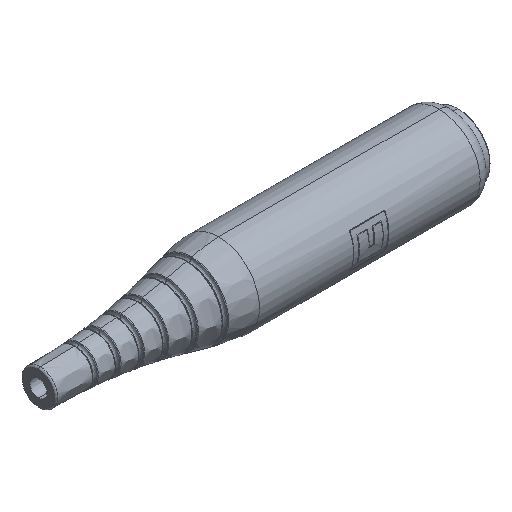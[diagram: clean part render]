
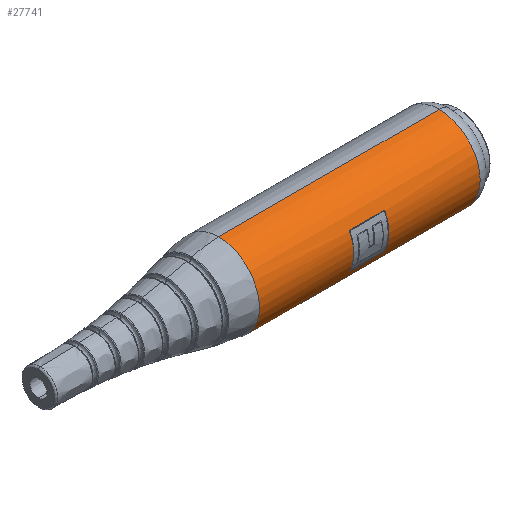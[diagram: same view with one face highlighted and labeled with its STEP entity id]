
A CAD part, isometric view. The second image highlights one B-rep face of the part: STEP entity #27741.
In plain terms, the highlighted cylindrical face has radius 5.85 mm (diameter 11.7 mm), a partial arc.
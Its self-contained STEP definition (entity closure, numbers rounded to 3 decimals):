
#186 = CARTESIAN_POINT ( 'NONE',  ( 0., 0., -5.85 ) ) ;
#439 = CIRCLE ( 'NONE', #5196, 5.85 ) ;
#760 = CARTESIAN_POINT ( 'NONE',  ( -2.196, 0., 5.85 ) ) ;
#892 = EDGE_CURVE ( 'NONE', #16425, #6129, #10967, .T. ) ;
#1395 = EDGE_CURVE ( 'NONE', #20783, #5496, #5492, .T. ) ;
#1579 = DIRECTION ( 'NONE',  ( -1., 0., 0. ) ) ;
#1681 = CARTESIAN_POINT ( 'NONE',  ( 10.832, 5.29, 2.498 ) ) ;
#2511 = CARTESIAN_POINT ( 'NONE',  ( 0., 5.29, 2.498 ) ) ;
#2596 = VERTEX_POINT ( 'NONE', #1681 ) ;
#3003 = CARTESIAN_POINT ( 'NONE',  ( 15.827, 0., 0. ) ) ;
#3143 = CARTESIAN_POINT ( 'NONE',  ( 29.3, 0., 0. ) ) ;
#3330 = ORIENTED_EDGE ( 'NONE', *, *, #892, .T. ) ;
#3810 = EDGE_CURVE ( 'NONE', #2596, #12149, #27459, .T. ) ;
#3910 = DIRECTION ( 'NONE',  ( -1., 0., 0. ) ) ;
#3961 = DIRECTION ( 'NONE',  ( -1., 0., 0. ) ) ;
#4223 = CARTESIAN_POINT ( 'NONE',  ( 15.827, 5.29, 2.498 ) ) ;
#4307 = VECTOR ( 'NONE', #17706, 1000. ) ;
#4763 = DIRECTION ( 'NONE',  ( 0., 0., 1. ) ) ;
#5196 = AXIS2_PLACEMENT_3D ( 'NONE', #3003, #7737, #9933 ) ;
#5210 = DIRECTION ( 'NONE',  ( 0., 0., 1. ) ) ;
#5429 = EDGE_CURVE ( 'NONE', #20783, #16425, #19125, .T. ) ;
#5492 = LINE ( 'NONE', #27400, #14858 ) ;
#5496 = VERTEX_POINT ( 'NONE', #760 ) ;
#6060 = EDGE_LOOP ( 'NONE', ( #6658, #3330, #28530, #28192 ) ) ;
#6129 = VERTEX_POINT ( 'NONE', #21174 ) ;
#6658 = ORIENTED_EDGE ( 'NONE', *, *, #5429, .T. ) ;
#7367 = EDGE_CURVE ( 'NONE', #14891, #7745, #439, .T. ) ;
#7420 = EDGE_CURVE ( 'NONE', #12149, #14891, #16227, .T. ) ;
#7561 = ORIENTED_EDGE ( 'NONE', *, *, #3810, .T. ) ;
#7737 = DIRECTION ( 'NONE',  ( 1., 0., 0. ) ) ;
#7745 = VERTEX_POINT ( 'NONE', #4223 ) ;
#7914 = FACE_BOUND ( 'NONE', #26344, .T. ) ;
#8199 = AXIS2_PLACEMENT_3D ( 'NONE', #8683, #3961, #13097 ) ;
#8436 = EDGE_CURVE ( 'NONE', #6129, #5496, #18725, .T. ) ;
#8683 = CARTESIAN_POINT ( 'NONE',  ( 10.832, 0., 0. ) ) ;
#9471 = CARTESIAN_POINT ( 'NONE',  ( -2.196, 0., 0. ) ) ;
#9933 = DIRECTION ( 'NONE',  ( 0., 0., 1. ) ) ;
#9970 = FACE_OUTER_BOUND ( 'NONE', #6060, .T. ) ;
#10967 = LINE ( 'NONE', #186, #21443 ) ;
#12149 = VERTEX_POINT ( 'NONE', #25858 ) ;
#12626 = CARTESIAN_POINT ( 'NONE',  ( 29.3, 0., 5.85 ) ) ;
#13097 = DIRECTION ( 'NONE',  ( 0., 0., 1. ) ) ;
#13745 = DIRECTION ( 'NONE',  ( 1., 0., 0. ) ) ;
#14469 = EDGE_CURVE ( 'NONE', #7745, #2596, #22693, .T. ) ;
#14858 = VECTOR ( 'NONE', #27690, 1000. ) ;
#14891 = VERTEX_POINT ( 'NONE', #19268 ) ;
#15835 = AXIS2_PLACEMENT_3D ( 'NONE', #3143, #1579, #26335 ) ;
#16227 = LINE ( 'NONE', #27252, #29121 ) ;
#16425 = VERTEX_POINT ( 'NONE', #28552 ) ;
#17171 = CARTESIAN_POINT ( 'NONE',  ( 0., 0., 0. ) ) ;
#17706 = DIRECTION ( 'NONE',  ( -1., 0., 0. ) ) ;
#18725 = CIRCLE ( 'NONE', #28549, 5.85 ) ;
#19125 = CIRCLE ( 'NONE', #15835, 5.85 ) ;
#19268 = CARTESIAN_POINT ( 'NONE',  ( 15.827, 5.29, -2.497 ) ) ;
#20108 = DIRECTION ( 'NONE',  ( -1., 0., 0. ) ) ;
#20555 = ORIENTED_EDGE ( 'NONE', *, *, #7420, .T. ) ;
#20783 = VERTEX_POINT ( 'NONE', #12626 ) ;
#20802 = DIRECTION ( 'NONE',  ( 1., 0., 0. ) ) ;
#21174 = CARTESIAN_POINT ( 'NONE',  ( -2.196, 0., -5.85 ) ) ;
#21443 = VECTOR ( 'NONE', #20108, 1000. ) ;
#22543 = ORIENTED_EDGE ( 'NONE', *, *, #14469, .T. ) ;
#22693 = LINE ( 'NONE', #2511, #4307 ) ;
#25858 = CARTESIAN_POINT ( 'NONE',  ( 10.832, 5.29, -2.497 ) ) ;
#26335 = DIRECTION ( 'NONE',  ( 0., 0., 1. ) ) ;
#26344 = EDGE_LOOP ( 'NONE', ( #22543, #7561, #20555, #27700 ) ) ;
#27252 = CARTESIAN_POINT ( 'NONE',  ( 0., 5.29, -2.497 ) ) ;
#27400 = CARTESIAN_POINT ( 'NONE',  ( 0., 0., 5.85 ) ) ;
#27459 = CIRCLE ( 'NONE', #8199, 5.85 ) ;
#27690 = DIRECTION ( 'NONE',  ( -1., 0., 0. ) ) ;
#27700 = ORIENTED_EDGE ( 'NONE', *, *, #7367, .T. ) ;
#27741 = ADVANCED_FACE ( 'NONE', ( #7914, #9970 ), #28754, .T. ) ;
#27969 = AXIS2_PLACEMENT_3D ( 'NONE', #17171, #3910, #4763 ) ;
#28192 = ORIENTED_EDGE ( 'NONE', *, *, #1395, .F. ) ;
#28530 = ORIENTED_EDGE ( 'NONE', *, *, #8436, .T. ) ;
#28549 = AXIS2_PLACEMENT_3D ( 'NONE', #9471, #13745, #5210 ) ;
#28552 = CARTESIAN_POINT ( 'NONE',  ( 29.3, 0., -5.85 ) ) ;
#28754 = CYLINDRICAL_SURFACE ( 'NONE', #27969, 5.85 ) ;
#29121 = VECTOR ( 'NONE', #20802, 1000. ) ;
